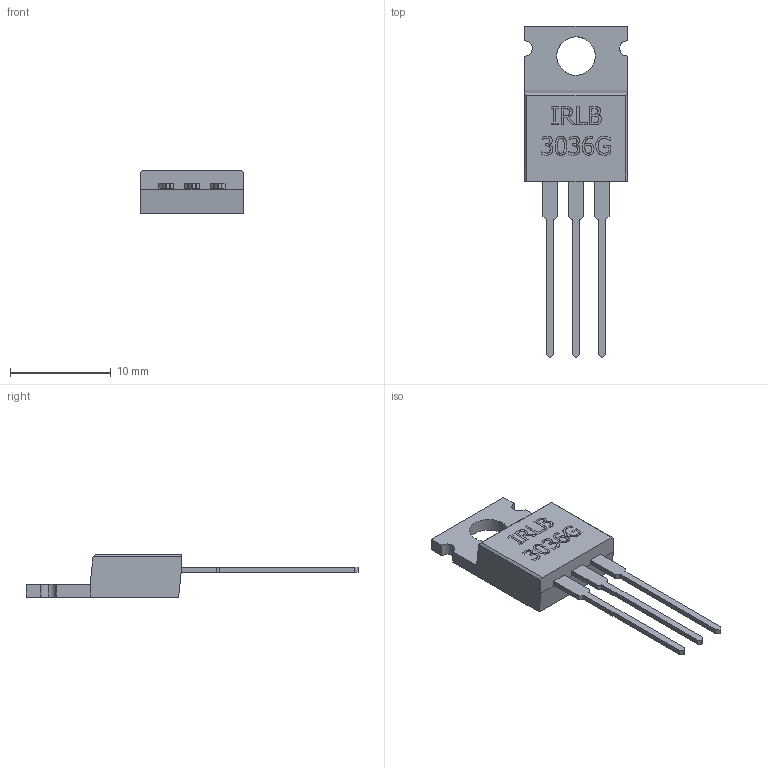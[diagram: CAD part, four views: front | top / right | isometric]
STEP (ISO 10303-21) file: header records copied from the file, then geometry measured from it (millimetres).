
FILE_DESCRIPTION (( 'STEP AP214' ), '1' );
FILE_NAME ('User Library-IRLB3036G Transistors MOSFET N-Channel TO-220AB.STEP', '2020-05-03T00:48:14', ( '' ), ( '' ), 'SwSTEP 2.0', 'SolidWorks 2019', '' );
FILE_SCHEMA (( 'AUTOMOTIVE_DESIGN' ));
Length unit declared in the file: millimetre
Products named in the file (1): User Library-IRLB3036G Transistors MOSFET N-Channel TO-220AB
Bounding box: 10.16 x 32.89 x 4.21 mm (x, y, z)
Volume: 463.5 mm3; surface area: 611.7 mm2
Topology: 1 solids, 1 shells, 246 faces, 681 edges, 454 vertices
Faces by surface type: plane 136, bspline 104, cylinder 6
Entity records: 11431 total; most frequent: CARTESIAN_POINT 3272, ORIENTED_EDGE 1362, EDGE_CURVE 681, DIRECTION 680, VERTEX_POINT 454, LINE 390, VECTOR 390, B_SPLINE_CURVE_WITH_KNOTS 289
